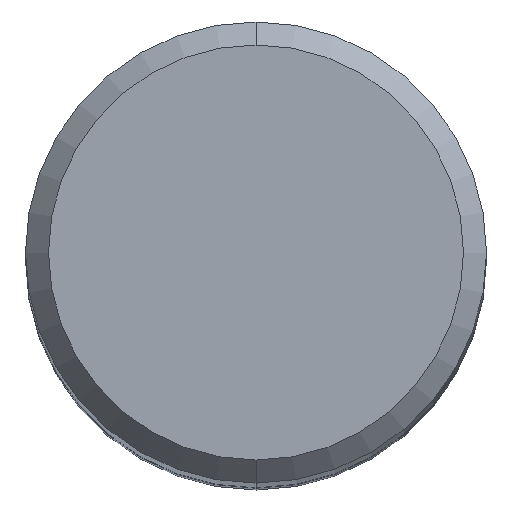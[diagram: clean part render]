
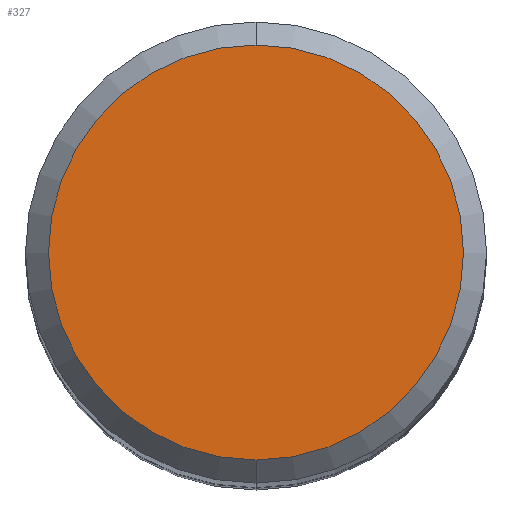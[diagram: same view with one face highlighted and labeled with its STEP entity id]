
A CAD part, top view. The second image highlights one B-rep face of the part: STEP entity #327.
In plain terms, the highlighted planar face has unit normal (0, 0, 1).
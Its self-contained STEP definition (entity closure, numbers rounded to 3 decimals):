
#245=EDGE_CURVE('',#261,#425,#567,.T.);
#261=VERTEX_POINT('',#585);
#263=EDGE_CURVE('',#425,#261,#587,.T.);
#327=ADVANCED_FACE('',(#657),#658,.T.);
#425=VERTEX_POINT('',#768);
#567=CIRCLE('',#984,3.6);
#585=CARTESIAN_POINT('',(0.,-3.6,0.0));
#587=CIRCLE('',#1021,3.6);
#657=FACE_OUTER_BOUND('',#1213,.T.);
#658=PLANE('',#1214);
#768=CARTESIAN_POINT('',(0.0,3.6,0.0));
#984=AXIS2_PLACEMENT_3D('',#1579,#1580,#1581);
#1021=AXIS2_PLACEMENT_3D('',#1597,#1598,#1599);
#1213=EDGE_LOOP('',(#1668,#1669));
#1214=AXIS2_PLACEMENT_3D('',#1670,#1671,#1672);
#1579=CARTESIAN_POINT('',(0.0,0.0,0.0));
#1580=DIRECTION('',(0.0,0.0,-1.0));
#1581=DIRECTION('',(0.0,1.0,0.0));
#1597=CARTESIAN_POINT('',(0.0,0.0,0.0));
#1598=DIRECTION('',(0.0,0.0,-1.0));
#1599=DIRECTION('',(0.0,1.0,0.0));
#1668=ORIENTED_EDGE('',*,*,#263,.F.);
#1669=ORIENTED_EDGE('',*,*,#245,.F.);
#1670=CARTESIAN_POINT('',(0.0,1.8,0.0));
#1671=DIRECTION('',(-0.0,0.0,1.0));
#1672=DIRECTION('',(0.0,-1.0,0.0));
